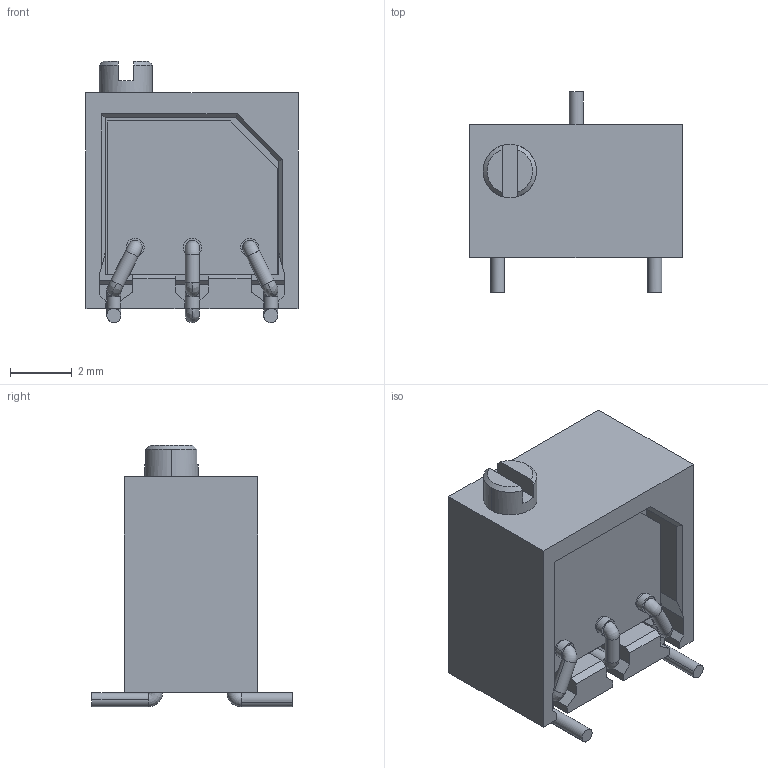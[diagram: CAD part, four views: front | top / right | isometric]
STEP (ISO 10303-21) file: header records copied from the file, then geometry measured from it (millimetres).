
FILE_DESCRIPTION((''),'2;1');
FILE_NAME('TRIM_BOURNS_3269W.stp','2014-03-24T13:53:06',(''),(''),'Mechanical Desktop 2011','Mechanical Desktop 2011',', , ');
FILE_SCHEMA(('AUTOMOTIVE_DESIGN { 1 2 10303 214 1 1 1 1 }'));
Length unit declared in the file: millimetre
Products named in the file (1): Product
Bounding box: 6.86 x 6.48 x 8.46 mm (x, y, z)
Volume: 181.4 mm3; surface area: 372.5 mm2
Topology: 6 solids, 6 shells, 154 faces, 447 edges, 295 vertices
Faces by surface type: plane 69, cylinder 50, bspline 23, torus 10, cone 2
Entity records: 7244 total; most frequent: CARTESIAN_POINT 3107, DIRECTION 872, ORIENTED_EDGE 862, EDGE_CURVE 431, AXIS2_PLACEMENT_3D 323, VERTEX_POINT 295, VECTOR 226, LINE 226
